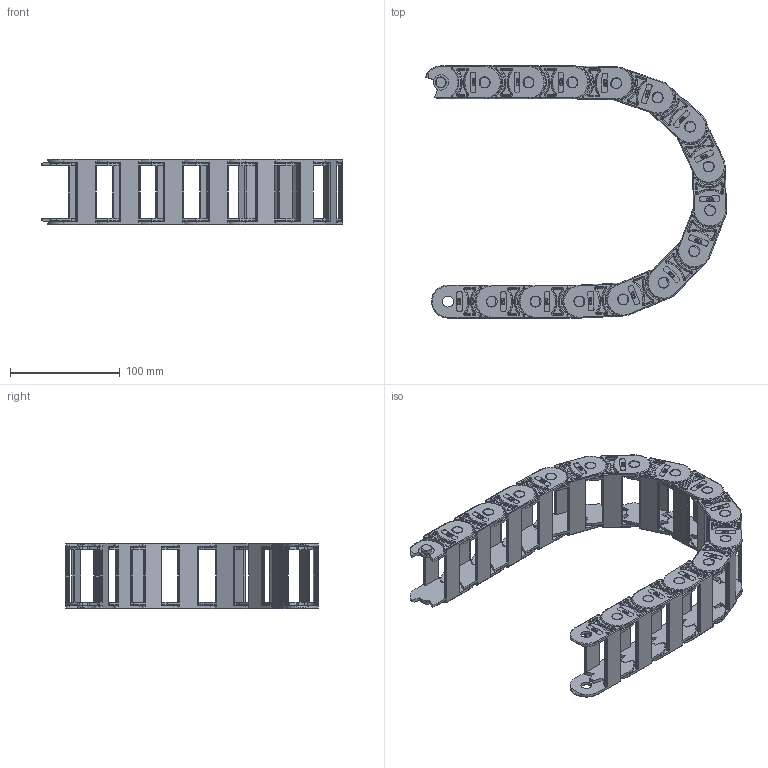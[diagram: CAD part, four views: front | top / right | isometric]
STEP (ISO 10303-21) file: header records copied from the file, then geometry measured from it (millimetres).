
FILE_DESCRIPTION (( 'STEP AP214' ), '1' );
FILE_NAME ('CK24-F048-R100.STEP', '2019-09-10T11:54:47', ( '' ), ( '' ), 'SwSTEP 2.0', 'SolidWorks 2017', '' );
FILE_SCHEMA (( 'AUTOMOTIVE_DESIGN' ));
Length unit declared in the file: millimetre
Products named in the file (2): CK24-F018-R100; CK24-F048-R100
Assembly tree (15 placements, depth 2):
  CK24-F048-R100
    CK24-F018-R100  x15
Bounding box: 274.76 x 230 x 60 mm (x, y, z)
Volume: 262626.6 mm3; surface area: 194164.1 mm2
Topology: 15 solids, 15 shells, 4020 faces, 10365 edges, 6360 vertices
Faces by surface type: cylinder 1530, plane 1230, torus 660, bspline 360, sphere 240
Entity records: 9537 total; most frequent: CARTESIAN_POINT 2875, DIRECTION 1431, ORIENTED_EDGE 1366, EDGE_CURVE 683, AXIS2_PLACEMENT_3D 552, VERTEX_POINT 424, VECTOR 327, LINE 327
